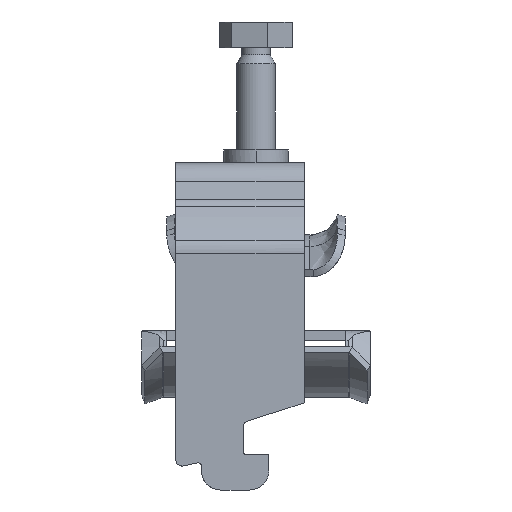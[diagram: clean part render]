
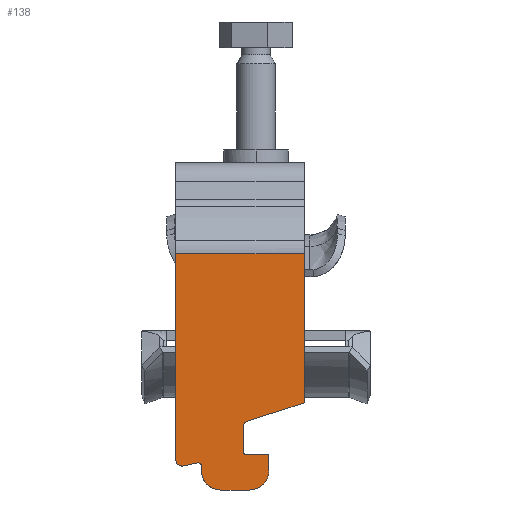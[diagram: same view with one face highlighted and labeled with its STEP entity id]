
A CAD part, left-side view. The second image highlights one B-rep face of the part: STEP entity #138.
In plain terms, the highlighted planar face has unit normal (-1, 0, 0).
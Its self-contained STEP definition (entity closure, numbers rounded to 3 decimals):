
#138=ADVANCED_FACE('',(#304),#2630,.T.);
#304=FACE_OUTER_BOUND('',#475,.T.);
#475=EDGE_LOOP('',(#980,#981,#982,#983,#984,#985,#986,#987,#988,#989,#990,
#991,#992,#993,#994,#995,#996,#997));
#980=ORIENTED_EDGE('',*,*,#1619,.F.);
#981=ORIENTED_EDGE('',*,*,#1582,.F.);
#982=ORIENTED_EDGE('',*,*,#1588,.F.);
#983=ORIENTED_EDGE('',*,*,#1654,.F.);
#984=ORIENTED_EDGE('',*,*,#1539,.F.);
#985=ORIENTED_EDGE('',*,*,#1655,.F.);
#986=ORIENTED_EDGE('',*,*,#1553,.F.);
#987=ORIENTED_EDGE('',*,*,#1542,.F.);
#988=ORIENTED_EDGE('',*,*,#1566,.F.);
#989=ORIENTED_EDGE('',*,*,#1486,.F.);
#990=ORIENTED_EDGE('',*,*,#1570,.T.);
#991=ORIENTED_EDGE('',*,*,#1532,.F.);
#992=ORIENTED_EDGE('',*,*,#1534,.F.);
#993=ORIENTED_EDGE('',*,*,#1556,.F.);
#994=ORIENTED_EDGE('',*,*,#1535,.F.);
#995=ORIENTED_EDGE('',*,*,#1561,.F.);
#996=ORIENTED_EDGE('',*,*,#1522,.F.);
#997=ORIENTED_EDGE('',*,*,#1580,.F.);
#1486=EDGE_CURVE('',#2347,#2348,#1897,.T.);
#1522=EDGE_CURVE('',#2403,#2402,#1925,.T.);
#1532=EDGE_CURVE('',#2405,#2404,#1935,.T.);
#1534=EDGE_CURVE('',#2406,#2405,#1937,.T.);
#1535=EDGE_CURVE('',#2407,#2408,#1938,.T.);
#1539=EDGE_CURVE('',#2409,#2410,#1942,.T.);
#1542=EDGE_CURVE('',#2411,#2412,#1945,.T.);
#1553=EDGE_CURVE('',#2412,#2413,#2157,.T.);
#1556=EDGE_CURVE('',#2408,#2406,#2160,.T.);
#1561=EDGE_CURVE('',#2402,#2407,#2165,.T.);
#1566=EDGE_CURVE('',#2348,#2411,#2170,.T.);
#1570=EDGE_CURVE('',#2347,#2404,#2174,.T.);
#1580=EDGE_CURVE('',#2426,#2403,#1954,.T.);
#1582=EDGE_CURVE('',#2435,#2436,#1956,.T.);
#1588=EDGE_CURVE('',#2455,#2435,#2185,.T.);
#1619=EDGE_CURVE('',#2436,#2426,#2212,.T.);
#1654=EDGE_CURVE('',#2410,#2455,#2243,.T.);
#1655=EDGE_CURVE('',#2413,#2409,#2244,.T.);
#1897=B_SPLINE_CURVE_WITH_KNOTS('',1,(#3760,#3761),.UNSPECIFIED.,.F.,.F.,
(2,2),(-4.5,0.),.UNSPECIFIED.);
#1925=B_SPLINE_CURVE_WITH_KNOTS('',1,(#3837,#3838),.UNSPECIFIED.,.F.,.F.,
(2,2),(0.,9.262),.UNSPECIFIED.);
#1935=B_SPLINE_CURVE_WITH_KNOTS('',1,(#3857,#3858),.UNSPECIFIED.,.F.,.F.,
(2,2),(0.,2.5),.UNSPECIFIED.);
#1937=B_SPLINE_CURVE_WITH_KNOTS('',1,(#3861,#3862),.UNSPECIFIED.,.F.,.F.,
(2,2),(0.,3.5),.UNSPECIFIED.);
#1938=B_SPLINE_CURVE_WITH_KNOTS('',1,(#3863,#3864),.UNSPECIFIED.,.F.,.F.,
(2,2),(0.,3.773),.UNSPECIFIED.);
#1942=B_SPLINE_CURVE_WITH_KNOTS('',1,(#3871,#3872),.UNSPECIFIED.,.F.,.F.,
(2,2),(0.,2.237),.UNSPECIFIED.);
#1945=B_SPLINE_CURVE_WITH_KNOTS('',1,(#3877,#3878),.UNSPECIFIED.,.F.,.F.,
(2,2),(0.,0.733),.UNSPECIFIED.);
#1954=B_SPLINE_CURVE_WITH_KNOTS('',1,(#3984,#3985),.UNSPECIFIED.,.F.,.F.,
(2,2),(-23.262,0.),.UNSPECIFIED.);
#1956=B_SPLINE_CURVE_WITH_KNOTS('',1,(#3988,#3989),.UNSPECIFIED.,.F.,.F.,
(2,2),(0.,32.114),.UNSPECIFIED.);
#2157=(
BOUNDED_CURVE()
B_SPLINE_CURVE(2,(#3901,#3902,#3903),.UNSPECIFIED.,.F.,.F.)
B_SPLINE_CURVE_WITH_KNOTS((3,3),(-0.785,0.),.UNSPECIFIED.)
CURVE()
GEOMETRIC_REPRESENTATION_ITEM()
RATIONAL_B_SPLINE_CURVE((1.,0.707,1.))
REPRESENTATION_ITEM('')
);
#2160=(
BOUNDED_CURVE()
B_SPLINE_CURVE(2,(#3909,#3910,#3911),.UNSPECIFIED.,.F.,.F.)
B_SPLINE_CURVE_WITH_KNOTS((3,3),(-0.785,0.),.UNSPECIFIED.)
CURVE()
GEOMETRIC_REPRESENTATION_ITEM()
RATIONAL_B_SPLINE_CURVE((1.,0.707,1.))
REPRESENTATION_ITEM('')
);
#2165=(
BOUNDED_CURVE()
B_SPLINE_CURVE(2,(#3924,#3925,#3926),.UNSPECIFIED.,.F.,.F.)
B_SPLINE_CURVE_WITH_KNOTS((3,3),(-1.257,0.),.UNSPECIFIED.)
CURVE()
GEOMETRIC_REPRESENTATION_ITEM()
RATIONAL_B_SPLINE_CURVE((1.,0.809,1.))
REPRESENTATION_ITEM('')
);
#2170=(
BOUNDED_CURVE()
B_SPLINE_CURVE(2,(#3938,#3939,#3940),.UNSPECIFIED.,.F.,.F.)
B_SPLINE_CURVE_WITH_KNOTS((3,3),(-4.712,0.),.UNSPECIFIED.)
CURVE()
GEOMETRIC_REPRESENTATION_ITEM()
RATIONAL_B_SPLINE_CURVE((1.,0.707,1.))
REPRESENTATION_ITEM('')
);
#2174=(
BOUNDED_CURVE()
B_SPLINE_CURVE(2,(#3950,#3951,#3952),.UNSPECIFIED.,.F.,.F.)
B_SPLINE_CURVE_WITH_KNOTS((3,3),(-4.712,0.),.UNSPECIFIED.)
CURVE()
GEOMETRIC_REPRESENTATION_ITEM()
RATIONAL_B_SPLINE_CURVE((1.,0.707,1.))
REPRESENTATION_ITEM('')
);
#2185=(
BOUNDED_CURVE()
B_SPLINE_CURVE(2,(#4001,#4002,#4003),.UNSPECIFIED.,.F.,.F.)
B_SPLINE_CURVE_WITH_KNOTS((3,3),(-1.571,0.),.UNSPECIFIED.)
CURVE()
GEOMETRIC_REPRESENTATION_ITEM()
RATIONAL_B_SPLINE_CURVE((1.,0.707,1.))
REPRESENTATION_ITEM('')
);
#2212=(
BOUNDED_CURVE()
B_SPLINE_CURVE(1,(#4079,#4080),.UNSPECIFIED.,.F.,.F.)
B_SPLINE_CURVE_WITH_KNOTS((2,2),(0.,20.),.UNSPECIFIED.)
CURVE()
GEOMETRIC_REPRESENTATION_ITEM()
RATIONAL_B_SPLINE_CURVE((1.,1.))
REPRESENTATION_ITEM('')
);
#2243=(
BOUNDED_CURVE()
B_SPLINE_CURVE(2,(#4173,#4174,#4175),.UNSPECIFIED.,.F.,.F.)
B_SPLINE_CURVE_WITH_KNOTS((3,3),(-0.209,0.),.UNSPECIFIED.)
CURVE()
GEOMETRIC_REPRESENTATION_ITEM()
RATIONAL_B_SPLINE_CURVE((1.,0.995,1.))
REPRESENTATION_ITEM('')
);
#2244=(
BOUNDED_CURVE()
B_SPLINE_CURVE(2,(#4176,#4177,#4178),.UNSPECIFIED.,.F.,.F.)
B_SPLINE_CURVE_WITH_KNOTS((3,3),(-0.105,0.),.UNSPECIFIED.)
CURVE()
GEOMETRIC_REPRESENTATION_ITEM()
RATIONAL_B_SPLINE_CURVE((1.,0.995,1.))
REPRESENTATION_ITEM('')
);
#2347=VERTEX_POINT('',#3620);
#2348=VERTEX_POINT('',#3621);
#2402=VERTEX_POINT('',#3675);
#2403=VERTEX_POINT('',#3676);
#2404=VERTEX_POINT('',#3677);
#2405=VERTEX_POINT('',#3678);
#2406=VERTEX_POINT('',#3679);
#2407=VERTEX_POINT('',#3680);
#2408=VERTEX_POINT('',#3681);
#2409=VERTEX_POINT('',#3682);
#2410=VERTEX_POINT('',#3683);
#2411=VERTEX_POINT('',#3684);
#2412=VERTEX_POINT('',#3685);
#2413=VERTEX_POINT('',#3686);
#2426=VERTEX_POINT('',#3699);
#2435=VERTEX_POINT('',#3708);
#2436=VERTEX_POINT('',#3709);
#2455=VERTEX_POINT('',#3728);
#2630=PLANE('',#2788);
#2788=AXIS2_PLACEMENT_3D('',#3610,#2855,$);
#2855=DIRECTION('',(-1.,0.,0.));
#3610=CARTESIAN_POINT('',(-16.5,12.976,-27.661));
#3620=CARTESIAN_POINT('',(-16.5,-0.525,-23.975));
#3621=CARTESIAN_POINT('',(-16.5,3.975,-23.975));
#3675=CARTESIAN_POINT('',(-16.5,-0.216,-13.25));
#3676=CARTESIAN_POINT('',(-16.5,-9.025,-10.388));
#3677=CARTESIAN_POINT('',(-16.5,-3.525,-20.975));
#3678=CARTESIAN_POINT('',(-16.5,-3.525,-18.475));
#3679=CARTESIAN_POINT('',(-16.5,-0.025,-18.475));
#3680=CARTESIAN_POINT('',(-16.5,0.475,-14.202));
#3681=CARTESIAN_POINT('',(-16.5,0.475,-17.975));
#3682=CARTESIAN_POINT('',(-16.5,7.579,-19.753));
#3683=CARTESIAN_POINT('',(-16.5,9.767,-20.218));
#3684=CARTESIAN_POINT('',(-16.5,6.975,-20.975));
#3685=CARTESIAN_POINT('',(-16.5,6.975,-20.242));
#3686=CARTESIAN_POINT('',(-16.5,7.475,-19.742));
#3699=CARTESIAN_POINT('',(-16.5,-9.025,12.873));
#3708=CARTESIAN_POINT('',(-16.5,10.975,-19.24));
#3709=CARTESIAN_POINT('',(-16.5,10.975,12.873));
#3728=CARTESIAN_POINT('',(-16.5,9.975,-20.24));
#3760=CARTESIAN_POINT('',(-16.5,-0.525,-23.975));
#3761=CARTESIAN_POINT('',(-16.5,3.975,-23.975));
#3837=CARTESIAN_POINT('',(-16.5,-9.025,-10.388));
#3838=CARTESIAN_POINT('',(-16.5,-0.216,-13.25));
#3857=CARTESIAN_POINT('',(-16.5,-3.525,-18.475));
#3858=CARTESIAN_POINT('',(-16.5,-3.525,-20.975));
#3861=CARTESIAN_POINT('',(-16.5,-0.025,-18.475));
#3862=CARTESIAN_POINT('',(-16.5,-3.525,-18.475));
#3863=CARTESIAN_POINT('',(-16.5,0.475,-14.202));
#3864=CARTESIAN_POINT('',(-16.5,0.475,-17.975));
#3871=CARTESIAN_POINT('',(-16.5,7.579,-19.753));
#3872=CARTESIAN_POINT('',(-16.5,9.767,-20.218));
#3877=CARTESIAN_POINT('',(-16.5,6.975,-20.975));
#3878=CARTESIAN_POINT('',(-16.5,6.975,-20.242));
#3901=CARTESIAN_POINT('',(-16.5,6.975,-20.242));
#3902=CARTESIAN_POINT('',(-16.5,6.975,-19.742));
#3903=CARTESIAN_POINT('',(-16.5,7.475,-19.742));
#3909=CARTESIAN_POINT('',(-16.5,0.475,-17.975));
#3910=CARTESIAN_POINT('',(-16.5,0.475,-18.475));
#3911=CARTESIAN_POINT('',(-16.5,-0.025,-18.475));
#3924=CARTESIAN_POINT('',(-16.5,-0.216,-13.25));
#3925=CARTESIAN_POINT('',(-16.5,0.475,-13.475));
#3926=CARTESIAN_POINT('',(-16.5,0.475,-14.202));
#3938=CARTESIAN_POINT('',(-16.5,3.975,-23.975));
#3939=CARTESIAN_POINT('',(-16.5,6.975,-23.975));
#3940=CARTESIAN_POINT('',(-16.5,6.975,-20.975));
#3950=CARTESIAN_POINT('',(-16.5,-0.525,-23.975));
#3951=CARTESIAN_POINT('',(-16.5,-3.525,-23.975));
#3952=CARTESIAN_POINT('',(-16.5,-3.525,-20.975));
#3984=CARTESIAN_POINT('',(-16.5,-9.025,12.873));
#3985=CARTESIAN_POINT('',(-16.5,-9.025,-10.388));
#3988=CARTESIAN_POINT('',(-16.5,10.975,-19.24));
#3989=CARTESIAN_POINT('',(-16.5,10.975,12.873));
#4001=CARTESIAN_POINT('',(-16.5,9.975,-20.24));
#4002=CARTESIAN_POINT('',(-16.5,10.975,-20.24));
#4003=CARTESIAN_POINT('',(-16.5,10.975,-19.24));
#4079=CARTESIAN_POINT('',(-16.5,10.975,12.873));
#4080=CARTESIAN_POINT('',(-16.5,-9.025,12.873));
#4173=CARTESIAN_POINT('',(-16.5,9.767,-20.218));
#4174=CARTESIAN_POINT('',(-16.5,9.87,-20.24));
#4175=CARTESIAN_POINT('',(-16.5,9.975,-20.24));
#4176=CARTESIAN_POINT('',(-16.5,7.475,-19.742));
#4177=CARTESIAN_POINT('',(-16.5,7.528,-19.742));
#4178=CARTESIAN_POINT('',(-16.5,7.579,-19.753));
